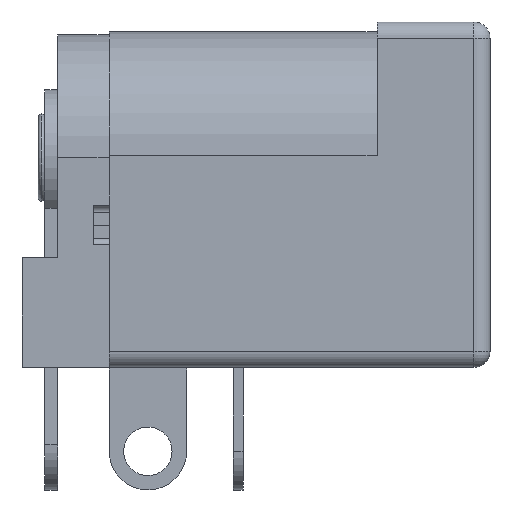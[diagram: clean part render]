
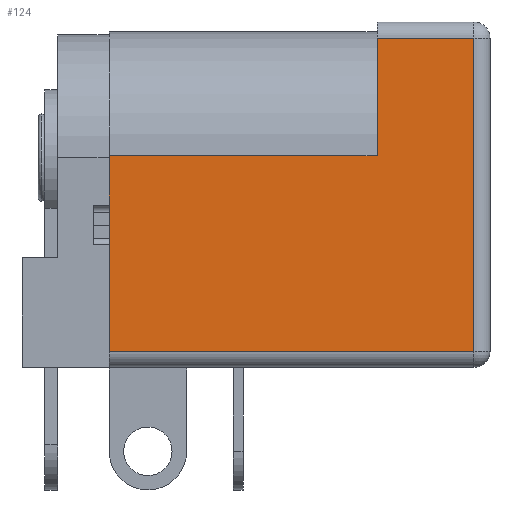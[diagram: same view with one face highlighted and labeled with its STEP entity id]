
A CAD part, left-side view. The second image highlights one B-rep face of the part: STEP entity #124.
In plain terms, the highlighted planar face has unit normal (-1, 0, 0).
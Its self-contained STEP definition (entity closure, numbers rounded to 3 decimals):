
#124=ADVANCED_FACE('',(#374),#375,.T.);
#374=FACE_OUTER_BOUND('',#842,.T.);
#375=PLANE('',#843);
#842=EDGE_LOOP('',(#1465,#1466,#1467,#1468,#1469,#1470));
#843=AXIS2_PLACEMENT_3D('',#1471,#1472,#1473);
#1465=ORIENTED_EDGE('',*,*,#3159,.T.);
#1466=ORIENTED_EDGE('',*,*,#3227,.T.);
#1467=ORIENTED_EDGE('',*,*,#3228,.T.);
#1468=ORIENTED_EDGE('',*,*,#3229,.T.);
#1469=ORIENTED_EDGE('',*,*,#3220,.F.);
#1470=ORIENTED_EDGE('',*,*,#3230,.F.);
#1471=CARTESIAN_POINT('',(-4.5,-3.5,-5.35));
#1472=DIRECTION('',(-1.0,0.0,0.));
#1473=DIRECTION('',(0.,0.0,1.0));
#3159=EDGE_CURVE('',#3795,#3793,#3796,.T.);
#3220=EDGE_CURVE('',#3897,#3898,#3899,.T.);
#3227=EDGE_CURVE('',#3793,#3909,#3910,.F.);
#3228=EDGE_CURVE('',#3909,#3911,#3912,.T.);
#3229=EDGE_CURVE('',#3911,#3898,#3913,.T.);
#3230=EDGE_CURVE('',#3795,#3897,#3914,.T.);
#3793=VERTEX_POINT('',#4794);
#3795=VERTEX_POINT('',#4796);
#3796=LINE('',#4797,#4798);
#3897=VERTEX_POINT('',#4952);
#3898=VERTEX_POINT('',#4953);
#3899=LINE('',#4954,#4955);
#3909=VERTEX_POINT('',#4968);
#3910=LINE('',#4969,#4970);
#3911=VERTEX_POINT('',#4971);
#3912=LINE('',#4972,#4973);
#3913=LINE('',#4974,#4975);
#3914=LINE('',#4976,#4977);
#4794=CARTESIAN_POINT('',(-4.5,8.3,-4.85));
#4796=CARTESIAN_POINT('',(-4.5,8.3,1.2));
#4797=CARTESIAN_POINT('',(-4.5,8.3,1.2));
#4798=VECTOR('',#6114,1000.0);
#4952=CARTESIAN_POINT('',(-4.5,0.0,1.2));
#4953=CARTESIAN_POINT('',(-4.5,0.0,4.85));
#4954=CARTESIAN_POINT('',(-4.5,0.0,-5.35));
#4955=VECTOR('',#6189,1000.0);
#4968=CARTESIAN_POINT('',(-4.5,-3.0,-4.85));
#4969=CARTESIAN_POINT('',(-4.5,-3.5,-4.85));
#4970=VECTOR('',#6202,1000.0);
#4971=CARTESIAN_POINT('',(-4.5,-3.0,4.85));
#4972=CARTESIAN_POINT('',(-4.5,-3.0,5.35));
#4973=VECTOR('',#6203,1000.0);
#4974=CARTESIAN_POINT('',(-4.5,-3.5,4.85));
#4975=VECTOR('',#6204,1000.0);
#4976=CARTESIAN_POINT('',(-4.5,8.3,1.2));
#4977=VECTOR('',#6205,1000.0);
#6114=DIRECTION('',(0.,0.0,-1.0));
#6189=DIRECTION('',(0.,0.0,1.0));
#6202=DIRECTION('',(0.0,1.0,0.0));
#6203=DIRECTION('',(0.,0.0,1.0));
#6204=DIRECTION('',(0.0,1.0,0.0));
#6205=DIRECTION('',(0.0,-1.0,0.0));
